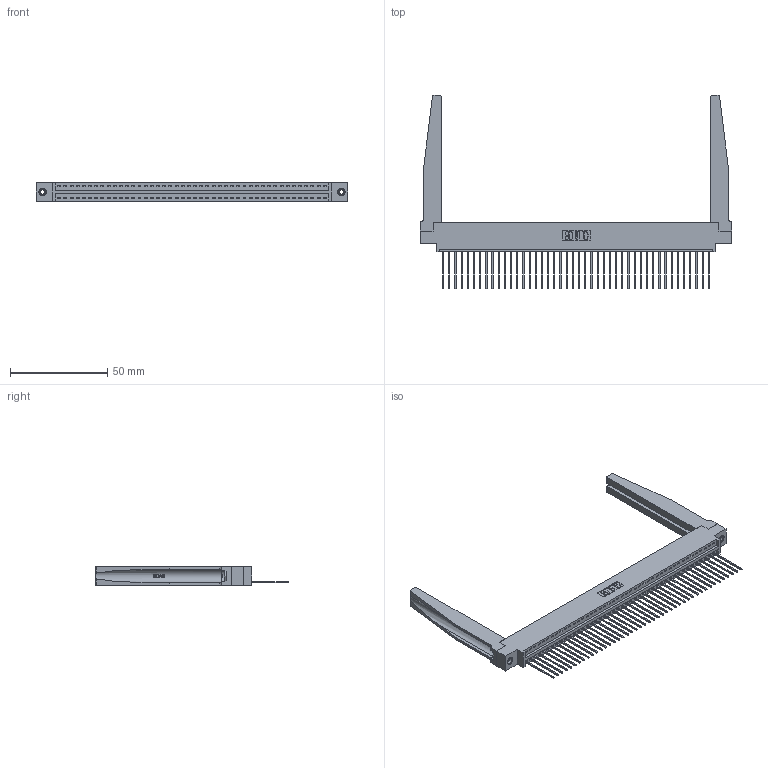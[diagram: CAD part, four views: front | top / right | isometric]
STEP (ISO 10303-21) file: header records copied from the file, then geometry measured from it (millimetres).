
FILE_DESCRIPTION (( 'STEP AP203' ), '1' );
FILE_NAME ('396-044-541-678.STEP', '2019-10-28T00:09:46', ( '' ), ( '' ), 'SwSTEP 2.0', 'SolidWorks 2016', '' );
FILE_SCHEMA (( 'CONFIG_CONTROL_DESIGN' ));
Length unit declared in the file: inch
Products named in the file (5): 345-250-001_345-250-001-102; 346 Part_0.170 Offset - 0.156 Dia-TH; 396-044-541-678; 345-292-001_345-293-141; 346-220-078_345-220-078
Assembly tree (49 placements, depth 2):
  396-044-541-678
    346 Part_0.170 Offset - 0.156 Dia-TH
    345-292-001_345-293-141  x44
    346-220-078_345-220-078  x2
    345-250-001_345-250-001-102  x2
Bounding box: 160.27 x 99.57 x 9.4 mm (x, y, z)
Volume: 22255 mm3; surface area: 26770 mm2
Topology: 49 solids, 49 shells, 2912 faces, 8693 edges, 5726 vertices
Faces by surface type: plane 1982, cylinder 878, bspline 36, cone 12, torus 4
Entity records: 31936 total; most frequent: CARTESIAN_POINT 6387, ORIENTED_EDGE 5254, DIRECTION 4617, EDGE_CURVE 2627, VECTOR 2225, LINE 2225, VERTEX_POINT 1744, AXIS2_PLACEMENT_3D 1196
